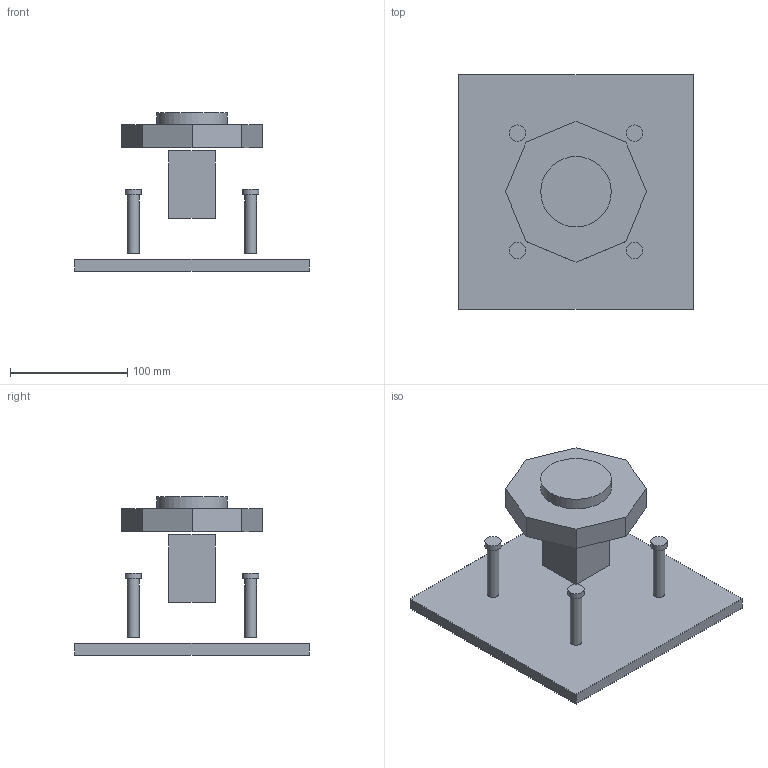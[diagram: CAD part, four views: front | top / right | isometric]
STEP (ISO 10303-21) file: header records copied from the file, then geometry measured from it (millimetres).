
FILE_DESCRIPTION(('Open CASCADE Model'),'2;1');
FILE_NAME('Open CASCADE Shape Model','2024-05-28T13:46:48',('Author'),( 'Open CASCADE'),'Open CASCADE STEP processor 7.7','Open CASCADE 7.7' ,'Unknown');
FILE_SCHEMA(('AUTOMOTIVE_DESIGN { 1 0 10303 214 1 1 1 1 }'));
Length unit declared in the file: millimetre
Products named in the file (8): Open CASCADE STEP translator 7.7 12; Open CASCADE STEP translator 7.7 12.1; Open CASCADE STEP translator 7.7 12.2; Open CASCADE STEP translator 7.7 12.3; Open CASCADE STEP translator 7.7 12.4; Open CASCADE STEP translator 7.7 12.5; Open CASCADE STEP translator 7.7 12.6; Open CASCADE STEP translator 7.7 12.7
Assembly tree (7 placements, depth 2):
  Open CASCADE STEP translator 7.7 12
    Open CASCADE STEP translator 7.7 12.1
    Open CASCADE STEP translator 7.7 12.2
    Open CASCADE STEP translator 7.7 12.3
    Open CASCADE STEP translator 7.7 12.4
    Open CASCADE STEP translator 7.7 12.5
    Open CASCADE STEP translator 7.7 12.6
    Open CASCADE STEP translator 7.7 12.7
Bounding box: 200 x 200 x 135 mm (x, y, z)
Volume: 742707.8 mm3; surface area: 138391.5 mm2
Topology: 7 solids, 7 shells, 44 faces, 75 edges, 50 vertices
Faces by surface type: plane 35, cylinder 9
Full cylindrical faces by diameter (mm): 10 x4, 14 x4, 60 x1
Entity records: 2136 total; most frequent: DIRECTION 347, CARTESIAN_POINT 327, LINE 189, VECTOR 189, ORIENTED_EDGE 150, PCURVE 150, DEFINITIONAL_REPRESENTATION 150, EDGE_CURVE 75
